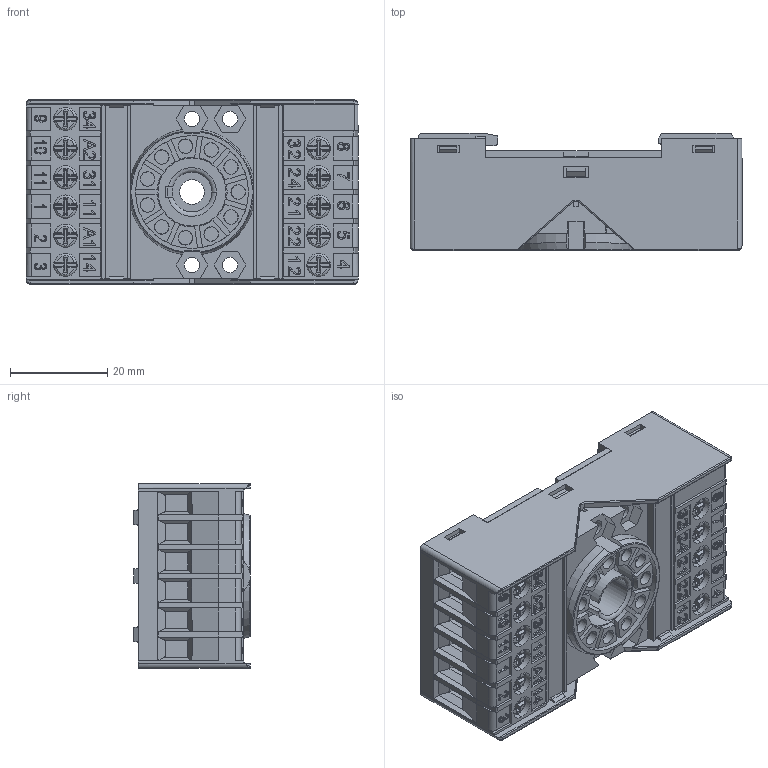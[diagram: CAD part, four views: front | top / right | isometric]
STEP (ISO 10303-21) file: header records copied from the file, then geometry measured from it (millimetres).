
FILE_DESCRIPTION (( 'STEP AP214' ), '1' );
FILE_NAME ('PZ11.STEP', '2017-06-26T07:32:59', ( '' ), ( '' ), 'SwSTEP 2.0', 'SolidWorks 2017', '' );
FILE_SCHEMA (( 'AUTOMOTIVE_DESIGN' ));
Length unit declared in the file: millimetre
Products named in the file (6): PZ11; PZ11-0016.1 Pokrywka PZ11_Bez naddatk¢w na zgrzewanie; p³ytka opisowa; Plytka _opisowa-5; PZ11-0020.3   Podstawa_gniazda_Ustawienia domy˜lne; GZT4-0015 - Wkrêt krzy¿owy M3x8-5
Assembly tree (15 placements, depth 2):
  PZ11
    PZ11-0020.3   Podstawa_gniazda_Ustawienia domy˜lne
    Plytka _opisowa-5
    p³ytka opisowa
    GZT4-0015 - Wkrêt krzy¿owy M3x8-5  x11
    PZ11-0016.1 Pokrywka PZ11_Bez naddatk¢w na zgrzewanie
Bounding box: 68.2 x 24 x 38 mm (x, y, z)
Volume: 24009.1 mm3; surface area: 34821.2 mm2
Topology: 15 solids, 15 shells, 4159 faces, 10879 edges, 6906 vertices
Faces by surface type: plane 2305, bspline 1022, cylinder 603, cone 136, torus 85, sphere 8
Entity records: 127083 total; most frequent: CARTESIAN_POINT 53020, ORIENTED_EDGE 16824, DIRECTION 12562, EDGE_CURVE 8412, VECTOR 6028, LINE 6028, VERTEX_POINT 5476, EDGE_LOOP 3348
